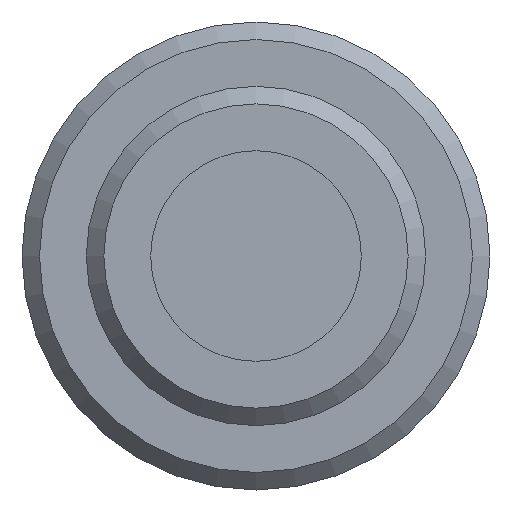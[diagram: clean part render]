
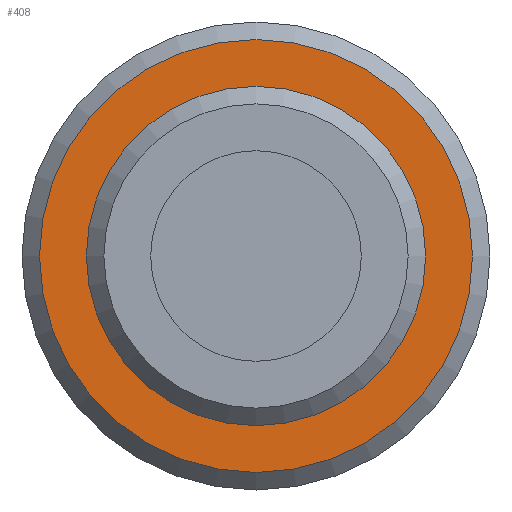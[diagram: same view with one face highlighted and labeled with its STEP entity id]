
A CAD part, front view. The second image highlights one B-rep face of the part: STEP entity #408.
In plain terms, the highlighted planar face has unit normal (0, -1, 0).
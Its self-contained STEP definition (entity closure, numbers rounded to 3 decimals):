
#243 = CONICAL_SURFACE('',#244,4.,0.785);
#244 = AXIS2_PLACEMENT_3D('',#245,#246,#247);
#245 = CARTESIAN_POINT('',(0.,-3.5,0.));
#246 = DIRECTION('',(0.,1.,0.));
#247 = DIRECTION('',(1.,0.,0.));
#320 = VERTEX_POINT('',#321);
#321 = CARTESIAN_POINT('',(3.7,-3.8,0.));
#342 = EDGE_CURVE('',#320,#320,#343,.T.);
#343 = SURFACE_CURVE('',#344,(#349,#356),.PCURVE_S1.);
#344 = CIRCLE('',#345,3.7);
#345 = AXIS2_PLACEMENT_3D('',#346,#347,#348);
#346 = CARTESIAN_POINT('',(0.,-3.8,0.));
#347 = DIRECTION('',(0.,-1.,0.));
#348 = DIRECTION('',(1.,0.,0.));
#349 = PCURVE('',#243,#350);
#350 = DEFINITIONAL_REPRESENTATION('',(#351),#355);
#351 = LINE('',#352,#353);
#352 = CARTESIAN_POINT('',(-0.,-0.3));
#353 = VECTOR('',#354,1.);
#354 = DIRECTION('',(-1.,-0.));
#355 = ( GEOMETRIC_REPRESENTATION_CONTEXT(2) 
PARAMETRIC_REPRESENTATION_CONTEXT() REPRESENTATION_CONTEXT('2D SPACE',''
  ) );
#356 = PCURVE('',#357,#362);
#357 = PLANE('',#358);
#358 = AXIS2_PLACEMENT_3D('',#359,#360,#361);
#359 = CARTESIAN_POINT('',(0.,-3.8,0.));
#360 = DIRECTION('',(-0.,-1.,-0.));
#361 = DIRECTION('',(1.,0.,0.));
#362 = DEFINITIONAL_REPRESENTATION('',(#363),#367);
#363 = CIRCLE('',#364,3.7);
#364 = AXIS2_PLACEMENT_2D('',#365,#366);
#365 = CARTESIAN_POINT('',(0.,0.));
#366 = DIRECTION('',(1.,0.));
#367 = ( GEOMETRIC_REPRESENTATION_CONTEXT(2) 
PARAMETRIC_REPRESENTATION_CONTEXT() REPRESENTATION_CONTEXT('2D SPACE',''
  ) );
#408 = ADVANCED_FACE('',(#409,#412),#357,.T.);
#409 = FACE_BOUND('',#410,.T.);
#410 = EDGE_LOOP('',(#411));
#411 = ORIENTED_EDGE('',*,*,#342,.T.);
#412 = FACE_BOUND('',#413,.T.);
#413 = EDGE_LOOP('',(#414,#445));
#414 = ORIENTED_EDGE('',*,*,#415,.F.);
#415 = EDGE_CURVE('',#416,#418,#420,.T.);
#416 = VERTEX_POINT('',#417);
#417 = CARTESIAN_POINT('',(2.9,-3.8,0.));
#418 = VERTEX_POINT('',#419);
#419 = CARTESIAN_POINT('',(0.,-3.8,2.9));
#420 = SURFACE_CURVE('',#421,(#426,#433),.PCURVE_S1.);
#421 = CIRCLE('',#422,2.9);
#422 = AXIS2_PLACEMENT_3D('',#423,#424,#425);
#423 = CARTESIAN_POINT('',(0.,-3.8,0.));
#424 = DIRECTION('',(0.,-1.,0.));
#425 = DIRECTION('',(1.,0.,0.));
#426 = PCURVE('',#357,#427);
#427 = DEFINITIONAL_REPRESENTATION('',(#428),#432);
#428 = CIRCLE('',#429,2.9);
#429 = AXIS2_PLACEMENT_2D('',#430,#431);
#430 = CARTESIAN_POINT('',(0.,0.));
#431 = DIRECTION('',(1.,0.));
#432 = ( GEOMETRIC_REPRESENTATION_CONTEXT(2) 
PARAMETRIC_REPRESENTATION_CONTEXT() REPRESENTATION_CONTEXT('2D SPACE',''
  ) );
#433 = PCURVE('',#434,#439);
#434 = CYLINDRICAL_SURFACE('',#435,2.9);
#435 = AXIS2_PLACEMENT_3D('',#436,#437,#438);
#436 = CARTESIAN_POINT('',(0.,-0.7,0.)
  );
#437 = DIRECTION('',(0.,-1.,0.));
#438 = DIRECTION('',(0.,0.,1.));
#439 = DEFINITIONAL_REPRESENTATION('',(#440),#444);
#440 = LINE('',#441,#442);
#441 = CARTESIAN_POINT('',(-1.571,3.1));
#442 = VECTOR('',#443,1.);
#443 = DIRECTION('',(1.,-0.));
#444 = ( GEOMETRIC_REPRESENTATION_CONTEXT(2) 
PARAMETRIC_REPRESENTATION_CONTEXT() REPRESENTATION_CONTEXT('2D SPACE',''
  ) );
#445 = ORIENTED_EDGE('',*,*,#446,.F.);
#446 = EDGE_CURVE('',#418,#416,#447,.T.);
#447 = SURFACE_CURVE('',#448,(#453,#460),.PCURVE_S1.);
#448 = CIRCLE('',#449,2.9);
#449 = AXIS2_PLACEMENT_3D('',#450,#451,#452);
#450 = CARTESIAN_POINT('',(0.,-3.8,0.));
#451 = DIRECTION('',(0.,-1.,0.));
#452 = DIRECTION('',(1.,0.,0.));
#453 = PCURVE('',#357,#454);
#454 = DEFINITIONAL_REPRESENTATION('',(#455),#459);
#455 = CIRCLE('',#456,2.9);
#456 = AXIS2_PLACEMENT_2D('',#457,#458);
#457 = CARTESIAN_POINT('',(0.,0.));
#458 = DIRECTION('',(1.,0.));
#459 = ( GEOMETRIC_REPRESENTATION_CONTEXT(2) 
PARAMETRIC_REPRESENTATION_CONTEXT() REPRESENTATION_CONTEXT('2D SPACE',''
  ) );
#460 = PCURVE('',#434,#461);
#461 = DEFINITIONAL_REPRESENTATION('',(#462),#466);
#462 = LINE('',#463,#464);
#463 = CARTESIAN_POINT('',(-7.854,3.1));
#464 = VECTOR('',#465,1.);
#465 = DIRECTION('',(1.,-0.));
#466 = ( GEOMETRIC_REPRESENTATION_CONTEXT(2) 
PARAMETRIC_REPRESENTATION_CONTEXT() REPRESENTATION_CONTEXT('2D SPACE',''
  ) );
